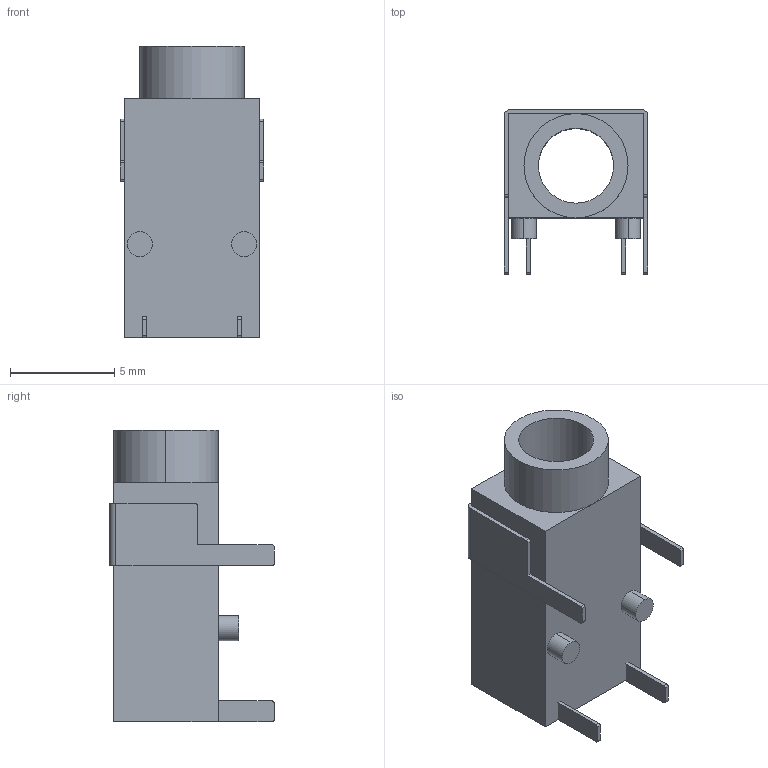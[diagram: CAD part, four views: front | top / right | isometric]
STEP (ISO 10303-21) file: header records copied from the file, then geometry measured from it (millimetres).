
FILE_DESCRIPTION (( 'STEP AP214' ), '1' );
FILE_NAME ('User Library-PJ_203.STEP', '2022-04-30T09:05:07', ( '' ), ( '' ), 'SwSTEP 2.0', 'SolidWorks 2021', '' );
FILE_SCHEMA (( 'AUTOMOTIVE_DESIGN' ));
Length unit declared in the file: millimetre
Products named in the file (4): Pin4; Pins; Base; User Library-PJ_203
Assembly tree (4 placements, depth 2):
  User Library-PJ_203
    Base
    Pin4
    Pins  x2
Bounding box: 6.9 x 7.9 x 14 mm (x, y, z)
Volume: 294.4 mm3; surface area: 645.9 mm2
Topology: 4 solids, 4 shells, 58 faces, 142 edges, 94 vertices
Faces by surface type: plane 36, cylinder 22
Entity records: 2210 total; most frequent: DIRECTION 280, CARTESIAN_POINT 263, ORIENTED_EDGE 248, EDGE_CURVE 124, AXIS2_PLACEMENT_3D 99, VERTEX_POINT 82, VECTOR 82, LINE 82
